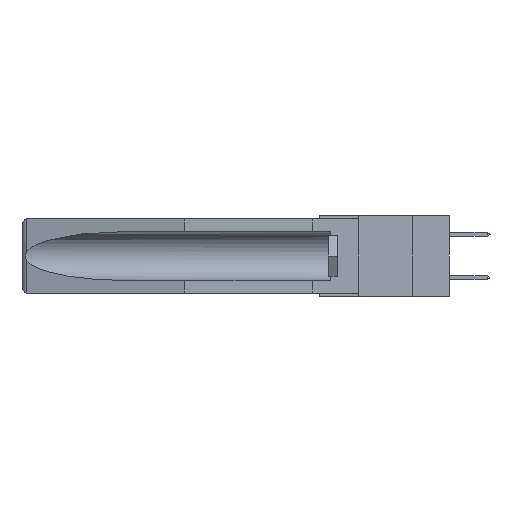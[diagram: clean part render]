
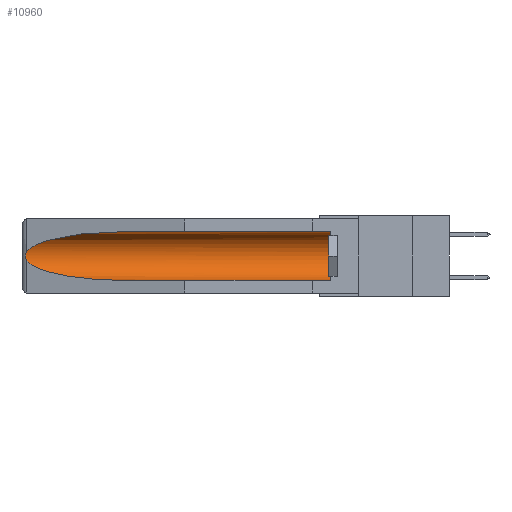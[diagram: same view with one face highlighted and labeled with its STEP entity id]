
A CAD part, left-side view. The second image highlights one B-rep face of the part: STEP entity #10960.
In plain terms, the highlighted cylindrical face has radius 2.857 mm (diameter 5.715 mm), a partial arc.
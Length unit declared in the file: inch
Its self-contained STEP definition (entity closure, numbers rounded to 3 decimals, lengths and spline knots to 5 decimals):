
#1246 = VECTOR ( 'NONE', #16156, 39.37008 ) ;
#1523 = CARTESIAN_POINT ( 'NONE',  ( 0.155, 1.07973, -0.059 ) ) ;
#1563 = DIRECTION ( 'NONE',  ( 0., -1., 0. ) ) ;
#2915 = CARTESIAN_POINT ( 'NONE',  ( 0.21114, 1.30732, -0.284 ) ) ;
#3239 = VERTEX_POINT ( 'NONE', #4001 ) ;
#3651 = CARTESIAN_POINT ( 'NONE',  ( 0.26537, 1.52718, -0.14972 ) ) ;
#4001 = CARTESIAN_POINT ( 'NONE',  ( 0.155, 0.126, -0.059 ) ) ;
#4054 = CARTESIAN_POINT ( 'NONE',  ( 0.155, 0.126, -0.284 ) ) ;
#4229 = CARTESIAN_POINT ( 'NONE',  ( 0.26654, 1.53092, -0.15636 ) ) ;
#4656 = LINE ( 'NONE', #9106, #22071 ) ;
#5033 = EDGE_CURVE ( 'NONE', #24076, #17419, #28920, .T. ) ;
#6011 = CARTESIAN_POINT ( 'NONE',  ( 0.155, 0.126, -0.1715 ) ) ;
#6092 =( BOUNDED_CURVE ( )  B_SPLINE_CURVE ( 3, ( #10271, #22616, #2915, #7801 ),
 .UNSPECIFIED., .F., .F. ) 
 B_SPLINE_CURVE_WITH_KNOTS ( ( 4, 4 ),
 ( 0.1948, 1.5708 ),
 .UNSPECIFIED. ) 
 CURVE ( )  GEOMETRIC_REPRESENTATION_ITEM ( )  RATIONAL_B_SPLINE_CURVE ( ( 1., 0.848, 0.848, 1. ) ) 
 REPRESENTATION_ITEM ( '' )  );
#7516 = ORIENTED_EDGE ( 'NONE', *, *, #16250, .T. ) ;
#7801 = CARTESIAN_POINT ( 'NONE',  ( 0.155, 1.07973, -0.284 ) ) ;
#7826 = LINE ( 'NONE', #21035, #1246 ) ;
#9106 = CARTESIAN_POINT ( 'NONE',  ( 0.155, -0.30754, -0.284 ) ) ;
#9254 = DIRECTION ( 'NONE',  ( 0., 0., 1. ) ) ;
#10271 = CARTESIAN_POINT ( 'NONE',  ( 0.26537, 1.52718, -0.19328 ) ) ;
#10960 = ADVANCED_FACE ( 'NONE', ( #30671 ), #13994, .F. ) ;
#11494 = DIRECTION ( 'NONE',  ( 0., 1., 0. ) ) ;
#11710 = CARTESIAN_POINT ( 'NONE',  ( 0.21114, 1.30732, -0.059 ) ) ;
#12522 = CARTESIAN_POINT ( 'NONE',  ( 0.155, 1.07973, -0.284 ) ) ;
#12563 = ORIENTED_EDGE ( 'NONE', *, *, #5033, .T. ) ;
#13994 = CYLINDRICAL_SURFACE ( 'NONE', #22945, 0.1125 ) ;
#14210 = VERTEX_POINT ( 'NONE', #27499 ) ;
#15184 = VERTEX_POINT ( 'NONE', #4054 ) ;
#16156 = DIRECTION ( 'NONE',  ( 0., 1., 0. ) ) ;
#16211 = CARTESIAN_POINT ( 'NONE',  ( 0.26655, 1.53094, -0.18657 ) ) ;
#16250 = EDGE_CURVE ( 'NONE', #3239, #14210, #7826, .T. ) ;
#16947 = EDGE_CURVE ( 'NONE', #17419, #17287, #6092, .T. ) ;
#17287 = VERTEX_POINT ( 'NONE', #12522 ) ;
#17419 = VERTEX_POINT ( 'NONE', #25663 ) ;
#18204 = CIRCLE ( 'NONE', #26035, 0.1125 ) ;
#18680 = CARTESIAN_POINT ( 'NONE',  ( 0.26597, 1.5296, -0.19026 ) ) ;
#19005 = CARTESIAN_POINT ( 'NONE',  ( 0.26597, 1.52961, -0.15275 ) ) ;
#20078 = DIRECTION ( 'NONE',  ( 0., 1., 0. ) ) ;
#20183 = DIRECTION ( 'NONE',  ( 0., 0., 1. ) ) ;
#20957 = EDGE_CURVE ( 'NONE', #15184, #3239, #18204, .T. ) ;
#21035 = CARTESIAN_POINT ( 'NONE',  ( 0.155, -0.30754, -0.059 ) ) ;
#21294 = EDGE_CURVE ( 'NONE', #14210, #24076, #26405, .T. ) ;
#21335 = CARTESIAN_POINT ( 'NONE',  ( 0.25451, 1.48313, -0.09465 ) ) ;
#21378 = EDGE_CURVE ( 'NONE', #15184, #17287, #4656, .T. ) ;
#21511 = CARTESIAN_POINT ( 'NONE',  ( 0.2673, 1.5327, -0.16383 ) ) ;
#22071 = VECTOR ( 'NONE', #11494, 39.37008 ) ;
#22616 = CARTESIAN_POINT ( 'NONE',  ( 0.25451, 1.48313, -0.24835 ) ) ;
#22945 = AXIS2_PLACEMENT_3D ( 'NONE', #27119, #20078, #20183 ) ;
#23678 = CARTESIAN_POINT ( 'NONE',  ( 0.2675, 1.53308, -0.17534 ) ) ;
#23919 = CARTESIAN_POINT ( 'NONE',  ( 0.26537, 1.52718, -0.14972 ) ) ;
#23953 = ORIENTED_EDGE ( 'NONE', *, *, #20957, .T. ) ;
#24076 = VERTEX_POINT ( 'NONE', #3651 ) ;
#25663 = CARTESIAN_POINT ( 'NONE',  ( 0.26537, 1.52718, -0.19328 ) ) ;
#26035 = AXIS2_PLACEMENT_3D ( 'NONE', #6011, #1563, #9254 ) ;
#26405 =( BOUNDED_CURVE ( )  B_SPLINE_CURVE ( 3, ( #1523, #11710, #21335, #23919 ),
 .UNSPECIFIED., .F., .F. ) 
 B_SPLINE_CURVE_WITH_KNOTS ( ( 4, 4 ),
 ( 4.71239, 6.08839 ),
 .UNSPECIFIED. ) 
 CURVE ( )  GEOMETRIC_REPRESENTATION_ITEM ( )  RATIONAL_B_SPLINE_CURVE ( ( 1., 0.848, 0.848, 1. ) ) 
 REPRESENTATION_ITEM ( '' )  );
#26988 = EDGE_LOOP ( 'NONE', ( #30595, #12563, #29815, #30335, #23953, #7516 ) ) ;
#27119 = CARTESIAN_POINT ( 'NONE',  ( 0.155, -0.30754, -0.1715 ) ) ;
#27499 = CARTESIAN_POINT ( 'NONE',  ( 0.155, 1.07973, -0.059 ) ) ;
#28766 = CARTESIAN_POINT ( 'NONE',  ( 0.26537, 1.52718, -0.14972 ) ) ;
#28877 = CARTESIAN_POINT ( 'NONE',  ( 0.2675, 1.53308, -0.16763 ) ) ;
#28920 = B_SPLINE_CURVE_WITH_KNOTS ( 'NONE', 3,
 ( #28766, #19005, #4229, #21511, #28877, #23678, #30973, #16211, #18680, #31182 ),
 .UNSPECIFIED., .F., .F.,
 ( 4, 2, 2, 2, 4 ),
 ( 0., 0.00029, 0.00058, 0.00087, 0.00117 ),
 .UNSPECIFIED. ) ;
#29815 = ORIENTED_EDGE ( 'NONE', *, *, #16947, .T. ) ;
#30335 = ORIENTED_EDGE ( 'NONE', *, *, #21378, .F. ) ;
#30595 = ORIENTED_EDGE ( 'NONE', *, *, #21294, .T. ) ;
#30671 = FACE_OUTER_BOUND ( 'NONE', #26988, .T. ) ;
#30973 = CARTESIAN_POINT ( 'NONE',  ( 0.2673, 1.53269, -0.17917 ) ) ;
#31182 = CARTESIAN_POINT ( 'NONE',  ( 0.26537, 1.52718, -0.19328 ) ) ;
